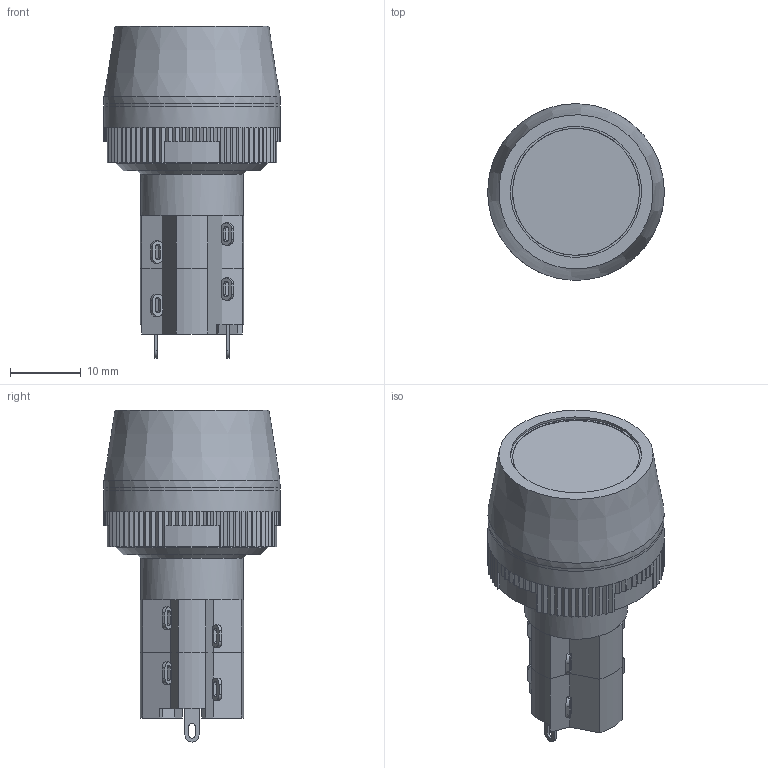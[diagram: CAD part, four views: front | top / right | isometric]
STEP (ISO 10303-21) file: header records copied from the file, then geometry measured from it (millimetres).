
FILE_DESCRIPTION(/* description */ (''),/* implementation_level */ '2;1');
FILE_NAME(/* name */ 'LASxxU120xxx.stp',/* time_stamp */ '2026-01-06T14:30:34-06:00',/* author */ ('mroman'),/* organization */ (''),/* preprocessor_version */ 'ST-DEVELOPER v18.1',/* originating_system */ 'Autodesk Inventor 2022',/* authorisation */ '');
FILE_SCHEMA (('AUTOMOTIVE_DESIGN { 1 0 10303 214 3 1 1 }'));
Length unit declared in the file: inch
Products named in the file (1): LASxxU120xxx
Bounding box: 25 x 25 x 47.08 mm (x, y, z)
Volume: 9587.8 mm3; surface area: 6944.9 mm2
Topology: 1 solids, 14 shells, 720 faces, 1966 edges, 1296 vertices
Faces by surface type: plane 529, cylinder 128, bspline 55, cone 5, torus 3
Full cylindrical faces by diameter (mm): 3.2 x2, 3.5 x1, 7 x1, 13 x1, 14 x1, 14.5 x1, 14.6 x1, 18 x1, 18.3 x1, 18.575 x1, 20 x1, 21 x1, 21.5 x2, 22 x1, 23 x1, 25 x3
Entity records: 23096 total; most frequent: CARTESIAN_POINT 4692, ORIENTED_EDGE 3932, DIRECTION 3667, EDGE_CURVE 1966, LINE 1385, VECTOR 1385, VERTEX_POINT 1296, AXIS2_PLACEMENT_3D 1141
